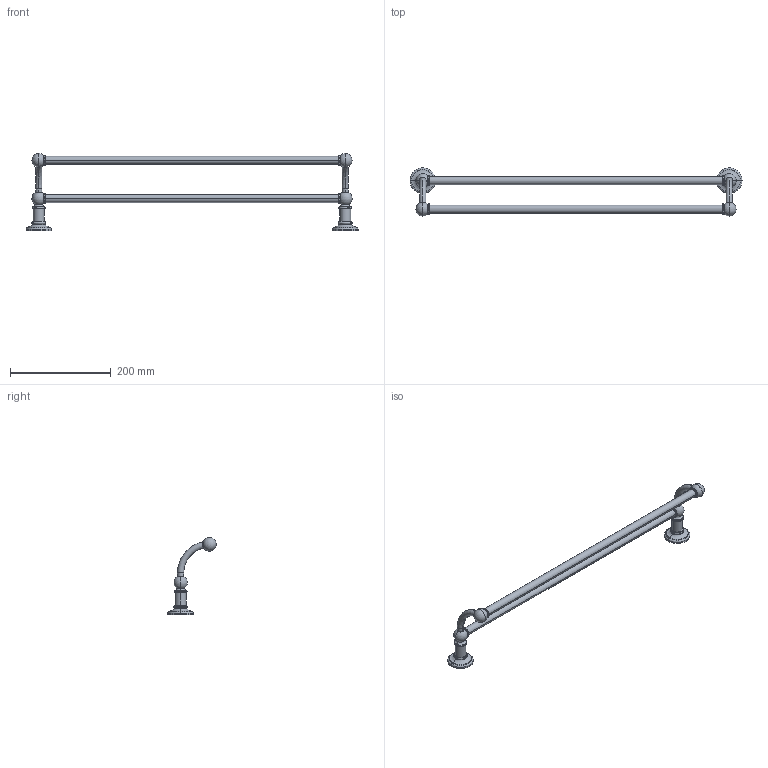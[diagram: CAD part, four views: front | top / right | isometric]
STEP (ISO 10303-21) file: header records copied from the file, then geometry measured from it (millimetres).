
FILE_DESCRIPTION((''),'2;1');
FILE_NAME('4522_24_WEB','2010-09-03T',('project'),(''),'PRO/ENGINEER BY PARAMETRIC TECHNOLOGY CORPORATION, 2009300','PRO/ENGINEER BY PARAMETRIC TECHNOLOGY CORPORATION, 2009300','');
FILE_SCHEMA(('CONFIG_CONTROL_DESIGN'));
Length unit declared in the file: inch
Products named in the file (1): 4522_24_WEB
Bounding box: 660.4 x 96.15 x 153.49 mm (x, y, z)
Surface area: 99322.9 mm2 (no closed solid volume)
Topology: 0 solids, 20 shells, 145 faces, 322 edges, 182 vertices
Faces by surface type: torus 62, cylinder 60, plane 12, sphere 8, bspline 3
Entity records: 4338 total; most frequent: CARTESIAN_POINT 1018, DIRECTION 844, ORIENTED_EDGE 568, AXIS2_PLACEMENT_3D 392, EDGE_CURVE 318, CIRCLE 250, VERTEX_POINT 182, EDGE_LOOP 145
